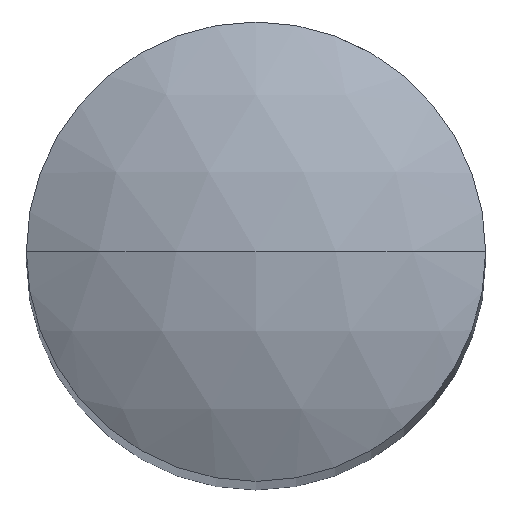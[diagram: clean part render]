
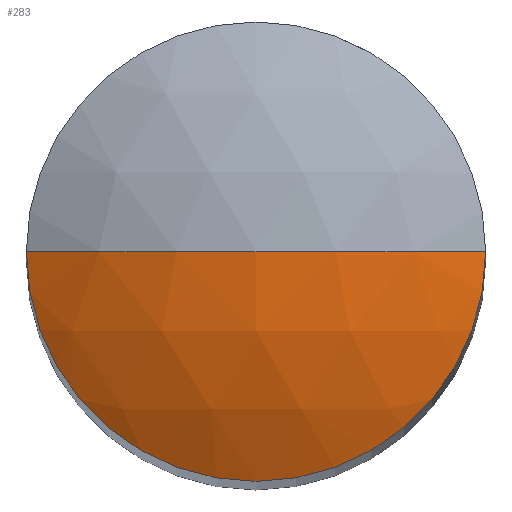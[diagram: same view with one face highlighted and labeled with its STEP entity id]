
A CAD part, top view. The second image highlights one B-rep face of the part: STEP entity #283.
In plain terms, the highlighted spherical face has radius 4 mm.
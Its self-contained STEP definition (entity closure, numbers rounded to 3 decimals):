
#53 = ORIENTED_EDGE ( 'NONE', *, *, #380, .F. ) ;
#117 = AXIS2_PLACEMENT_3D ( 'NONE', #737, #366, #788 ) ;
#138 = CARTESIAN_POINT ( 'NONE',  ( -2., 0., 21.964 ) ) ;
#164 = VERTEX_POINT ( 'NONE', #138 ) ;
#187 = EDGE_CURVE ( 'NONE', #608, #164, #245, .T. ) ;
#204 = CARTESIAN_POINT ( 'NONE',  ( 0., 0., 18.5 ) ) ;
#230 = CIRCLE ( 'NONE', #351, 4. ) ;
#245 = CIRCLE ( 'NONE', #649, 4. ) ;
#255 = DIRECTION ( 'NONE',  ( 0., -1., 0. ) ) ;
#273 = EDGE_LOOP ( 'NONE', ( #53, #287, #337 ) ) ;
#279 = DIRECTION ( 'NONE',  ( 0., 0., 1. ) ) ;
#283 = ADVANCED_FACE ( 'NONE', ( #482 ), #811, .T. ) ;
#287 = ORIENTED_EDGE ( 'NONE', *, *, #187, .T. ) ;
#301 = DIRECTION ( 'NONE',  ( 1., 0., 0. ) ) ;
#337 = ORIENTED_EDGE ( 'NONE', *, *, #513, .F. ) ;
#351 = AXIS2_PLACEMENT_3D ( 'NONE', #204, #664, #279 ) ;
#360 = DIRECTION ( 'NONE',  ( 0., -1., 0. ) ) ;
#366 = DIRECTION ( 'NONE',  ( 0., 0., -1. ) ) ;
#368 = CARTESIAN_POINT ( 'NONE',  ( 0., 0., 18.5 ) ) ;
#380 = EDGE_CURVE ( 'NONE', #608, #415, #230, .T. ) ;
#398 = CARTESIAN_POINT ( 'NONE',  ( 0., 0., 18.5 ) ) ;
#415 = VERTEX_POINT ( 'NONE', #671 ) ;
#439 = CARTESIAN_POINT ( 'NONE',  ( 0., 0., 22.5 ) ) ;
#482 = FACE_OUTER_BOUND ( 'NONE', #273, .T. ) ;
#513 = EDGE_CURVE ( 'NONE', #415, #164, #686, .T. ) ;
#558 = AXIS2_PLACEMENT_3D ( 'NONE', #398, #255, #815 ) ;
#608 = VERTEX_POINT ( 'NONE', #439 ) ;
#649 = AXIS2_PLACEMENT_3D ( 'NONE', #368, #360, #301 ) ;
#664 = DIRECTION ( 'NONE',  ( 0., 1., 0. ) ) ;
#671 = CARTESIAN_POINT ( 'NONE',  ( 2., 0., 21.964 ) ) ;
#686 = CIRCLE ( 'NONE', #117, 2. ) ;
#737 = CARTESIAN_POINT ( 'NONE',  ( 0., 0., 21.964 ) ) ;
#788 = DIRECTION ( 'NONE',  ( -1., 0., 0. ) ) ;
#811 = SPHERICAL_SURFACE ( 'NONE', #558, 4. ) ;
#815 = DIRECTION ( 'NONE',  ( 1., 0., 0. ) ) ;
